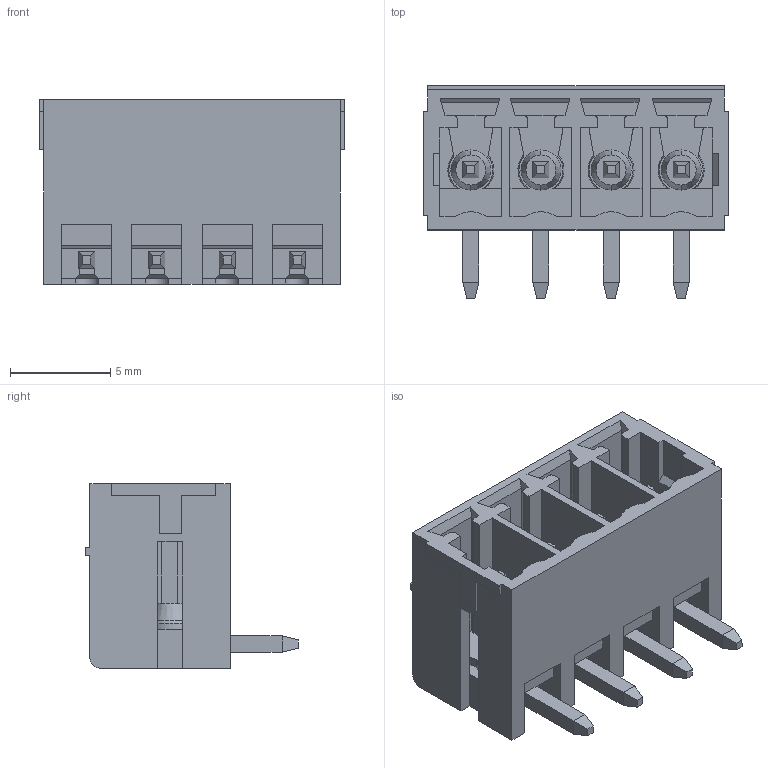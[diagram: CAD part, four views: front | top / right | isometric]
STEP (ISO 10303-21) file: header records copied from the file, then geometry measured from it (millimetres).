
FILE_DESCRIPTION (( 'STEP AP214' ), '1' );
FILE_NAME ('CUI_DEVICES_TBP03R1-350-04BE.step', '2021-12-16T00:44:16', ( '' ), ( '' ), 'SwSTEP 2.0', 'SolidWorks 2021', '' );
FILE_SCHEMA (( 'AUTOMOTIVE_DESIGN' ));
Length unit declared in the file: millimetre
Products named in the file (1): CUI_DEVICES_TBP03R1-350-04BE
Bounding box: 15.2 x 10.6 x 9.2 mm (x, y, z)
Volume: 459.3 mm3; surface area: 1441.3 mm2
Topology: 1 solids, 1 shells, 359 faces, 979 edges, 638 vertices
Faces by surface type: plane 298, cylinder 45, cone 16
Entity records: 12099 total; most frequent: CARTESIAN_POINT 2119, ORIENTED_EDGE 1958, DIRECTION 1779, EDGE_CURVE 979, VECTOR 815, LINE 815, VERTEX_POINT 638, AXIS2_PLACEMENT_3D 482
